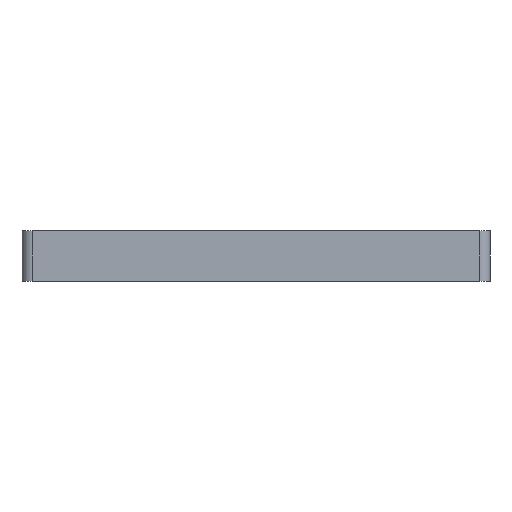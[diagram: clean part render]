
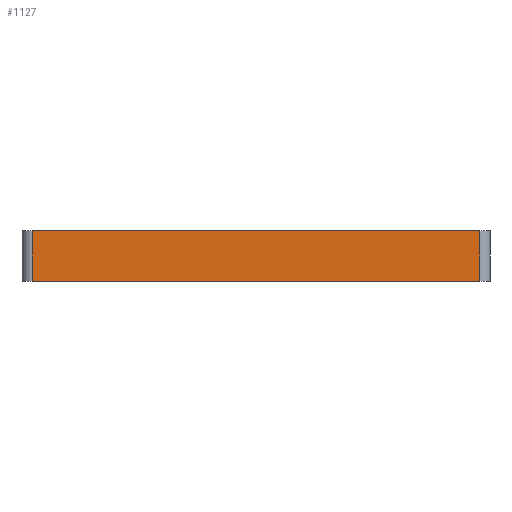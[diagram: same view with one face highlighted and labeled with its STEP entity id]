
A CAD part, front view. The second image highlights one B-rep face of the part: STEP entity #1127.
In plain terms, the highlighted planar face has unit normal (0, -1, 0).
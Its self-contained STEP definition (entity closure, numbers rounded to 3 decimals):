
#63=PLANE('',#1253);
#112=FACE_OUTER_BOUND('',#185,.T.);
#185=EDGE_LOOP('',(#934,#935,#936,#937));
#285=LINE('',#1864,#378);
#287=LINE('',#1870,#380);
#288=LINE('',#1872,#381);
#289=LINE('',#1873,#382);
#378=VECTOR('',#1535,10.);
#380=VECTOR('',#1541,10.);
#381=VECTOR('',#1542,10.);
#382=VECTOR('',#1543,10.);
#555=VERTEX_POINT('',#1861);
#556=VERTEX_POINT('',#1863);
#558=VERTEX_POINT('',#1869);
#559=VERTEX_POINT('',#1871);
#698=EDGE_CURVE('',#555,#556,#285,.T.);
#701=EDGE_CURVE('',#555,#558,#287,.F.);
#702=EDGE_CURVE('',#559,#558,#288,.T.);
#703=EDGE_CURVE('',#559,#556,#289,.T.);
#934=ORIENTED_EDGE('',*,*,#698,.F.);
#935=ORIENTED_EDGE('',*,*,#701,.T.);
#936=ORIENTED_EDGE('',*,*,#702,.F.);
#937=ORIENTED_EDGE('',*,*,#703,.T.);
#1127=ADVANCED_FACE('',(#112),#63,.T.);
#1253=AXIS2_PLACEMENT_3D('',#1868,#1539,#1540);
#1535=DIRECTION('',(0.,0.,-1.));
#1539=DIRECTION('center_axis',(0.,-1.,0.));
#1540=DIRECTION('ref_axis',(1.,0.,0.));
#1541=DIRECTION('',(1.,0.,0.));
#1542=DIRECTION('',(0.,0.,1.));
#1543=DIRECTION('',(1.,0.,0.));
#1861=CARTESIAN_POINT('',(43.3,-1.5,1.6));
#1863=CARTESIAN_POINT('',(43.3,-1.5,-3.3));
#1864=CARTESIAN_POINT('',(43.3,-1.5,-3.3));
#1868=CARTESIAN_POINT('Origin',(-1.5,-1.5,-3.3));
#1869=CARTESIAN_POINT('',(-0.5,-1.5,1.6));
#1870=CARTESIAN_POINT('',(9.95,-1.5,1.6));
#1871=CARTESIAN_POINT('',(-0.5,-1.5,-3.3));
#1872=CARTESIAN_POINT('',(-0.5,-1.5,-3.3));
#1873=CARTESIAN_POINT('',(-1.5,-1.5,-3.3));
